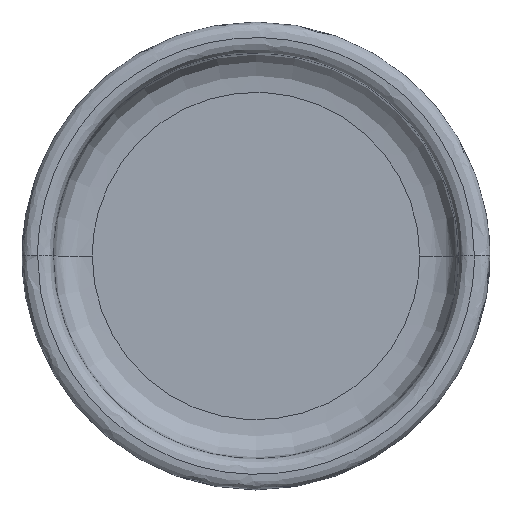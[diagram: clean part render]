
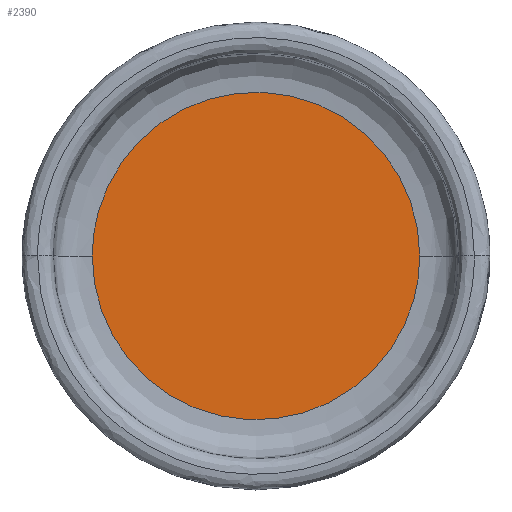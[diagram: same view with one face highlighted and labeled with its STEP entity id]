
A CAD part, top view. The second image highlights one B-rep face of the part: STEP entity #2390.
In plain terms, the highlighted planar face has unit normal (0, 0, 1).
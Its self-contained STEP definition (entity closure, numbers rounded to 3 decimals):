
#39 = CARTESIAN_POINT ( 'NONE',  ( 20.325, -5.453, 3. ) ) ;
#50 = CARTESIAN_POINT ( 'NONE',  ( -9.306, -18.876, 3. ) ) ;
#66 = CARTESIAN_POINT ( 'NONE',  ( -10.516, 18.228, 3. ) ) ;
#74 = CARTESIAN_POINT ( 'NONE',  ( -6.767, -19.927, 3. ) ) ;
#220 = CARTESIAN_POINT ( 'NONE',  ( 13.878, -15.821, 3. ) ) ;
#235 = CARTESIAN_POINT ( 'NONE',  ( 21., -1.375, 3. ) ) ;
#247 = CARTESIAN_POINT ( 'NONE',  ( 19.927, -6.767, 3. ) ) ;
#265 = CARTESIAN_POINT ( 'NONE',  ( -21., 0., 3. ) ) ;
#276 = CARTESIAN_POINT ( 'NONE',  ( 5.453, 20.325, 3. ) ) ;
#287 = CARTESIAN_POINT ( 'NONE',  ( 12.816, 16.691, 3. ) ) ;
#305 = CARTESIAN_POINT ( 'NONE',  ( 20.865, 2.74, 3. ) ) ;
#405 = CARTESIAN_POINT ( 'NONE',  ( 5.453, -20.325, 3. ) ) ;
#416 = CARTESIAN_POINT ( 'NONE',  ( -19.927, -6.767, 3. ) ) ;
#428 = CARTESIAN_POINT ( 'NONE',  ( -13.878, -15.821, 3. ) ) ;
#446 = CARTESIAN_POINT ( 'NONE',  ( 10.516, 18.228, 3. ) ) ;
#452 = CARTESIAN_POINT ( 'NONE',  ( -21., 0., 3. ) ) ;
#459 = CARTESIAN_POINT ( 'NONE',  ( 21., 0., 3. ) ) ;
#492 = CARTESIAN_POINT ( 'NONE',  ( 18.228, 10.516, 3. ) ) ;
#503 = CARTESIAN_POINT ( 'NONE',  ( 9.306, 18.876, 3. ) ) ;
#564 = VERTEX_POINT ( 'NONE', #2452 ) ;
#585 = DIRECTION ( 'NONE',  ( 0., 0., 1. ) ) ;
#589 = CARTESIAN_POINT ( 'NONE',  ( -15.821, -13.878, 3. ) ) ;
#609 = ORIENTED_EDGE ( 'NONE', *, *, #1813, .T. ) ;
#615 = CARTESIAN_POINT ( 'NONE',  ( -5.453, -20.325, 3. ) ) ;
#629 = CARTESIAN_POINT ( 'NONE',  ( -12.816, -16.691, 3. ) ) ;
#636 = CARTESIAN_POINT ( 'NONE',  ( -20.865, 2.74, 3. ) ) ;
#638 = ORIENTED_EDGE ( 'NONE', *, *, #1551, .T. ) ;
#652 = CARTESIAN_POINT ( 'NONE',  ( -13.878, 15.821, 3. ) ) ;
#688 = CARTESIAN_POINT ( 'NONE',  ( -16.691, 12.816, 3. ) ) ;
#752 = PLANE ( 'NONE',  #1962 ) ;
#779 = CARTESIAN_POINT ( 'NONE',  ( -20.865, -2.74, 3. ) ) ;
#791 = CARTESIAN_POINT ( 'NONE',  ( -10.516, -18.228, 3. ) ) ;
#802 = CARTESIAN_POINT ( 'NONE',  ( 6.767, -19.927, 3. ) ) ;
#814 = CARTESIAN_POINT ( 'NONE',  ( -1.374, -21., 3. ) ) ;
#821 = CARTESIAN_POINT ( 'NONE',  ( -19.927, 6.767, 3. ) ) ;
#827 = CARTESIAN_POINT ( 'NONE',  ( 15.821, -13.878, 3. ) ) ;
#834 = CARTESIAN_POINT ( 'NONE',  ( 19.927, 6.767, 3. ) ) ;
#871 = CARTESIAN_POINT ( 'NONE',  ( 21., 1.374, 3. ) ) ;
#981 = CARTESIAN_POINT ( 'NONE',  ( 18.876, -9.306, 3. ) ) ;
#992 = CARTESIAN_POINT ( 'NONE',  ( 1.374, -21., 3. ) ) ;
#1005 = CARTESIAN_POINT ( 'NONE',  ( 21., 0., 3. ) ) ;
#1010 = CARTESIAN_POINT ( 'NONE',  ( 6.767, 19.927, 3. ) ) ;
#1028 = VERTEX_POINT ( 'NONE', #1305 ) ;
#1040 = CARTESIAN_POINT ( 'NONE',  ( -15.821, 13.878, 3. ) ) ;
#1061 = B_SPLINE_CURVE_WITH_KNOTS ( 'NONE', 3,
 ( #452, #1356, #779, #1776, #416, #2303, #1544, #1741, #589, #428, #629, #791, #50, #74, #615, #1928, #814, #992, #2124, #405, #802, #2137, #1578, #1195, #220, #827, #1173, #1955, #981, #247, #39, #1940, #235, #1005 ),
 .UNSPECIFIED., .F., .F.,
 ( 4, 2, 2, 2, 2, 2, 2, 2, 2, 2, 2, 2, 2, 2, 2, 2, 4 ),
 ( 0.5, 0.531, 0.563, 0.594, 0.625, 0.656, 0.688, 0.719, 0.75, 0.781, 0.812, 0.844, 0.875, 0.906, 0.938, 0.969, 1. ),
 .UNSPECIFIED. ) ;
#1068 = CARTESIAN_POINT ( 'NONE',  ( -2.74, 20.865, 3. ) ) ;
#1173 = CARTESIAN_POINT ( 'NONE',  ( 16.691, -12.816, 3. ) ) ;
#1195 = CARTESIAN_POINT ( 'NONE',  ( 12.816, -16.691, 3. ) ) ;
#1221 = CARTESIAN_POINT ( 'NONE',  ( 13.878, 15.821, 3. ) ) ;
#1251 = CARTESIAN_POINT ( 'NONE',  ( -6.767, 19.927, 3. ) ) ;
#1263 = CARTESIAN_POINT ( 'NONE',  ( -1.374, 21., 3. ) ) ;
#1305 = CARTESIAN_POINT ( 'NONE',  ( -21., 0., 3. ) ) ;
#1356 = CARTESIAN_POINT ( 'NONE',  ( -21., -1.374, 3. ) ) ;
#1408 = CARTESIAN_POINT ( 'NONE',  ( -20.325, 5.453, 3. ) ) ;
#1422 = CARTESIAN_POINT ( 'NONE',  ( 16.691, 12.816, 3. ) ) ;
#1443 = EDGE_LOOP ( 'NONE', ( #638, #609 ) ) ;
#1516 = CARTESIAN_POINT ( 'NONE',  ( 0., 0., 3. ) ) ;
#1544 = CARTESIAN_POINT ( 'NONE',  ( -18.228, -10.516, 3. ) ) ;
#1551 = EDGE_CURVE ( 'NONE', #564, #1028, #2054, .T. ) ;
#1578 = CARTESIAN_POINT ( 'NONE',  ( 10.516, -18.228, 3. ) ) ;
#1583 = CARTESIAN_POINT ( 'NONE',  ( -18.876, 9.306, 3. ) ) ;
#1597 = CARTESIAN_POINT ( 'NONE',  ( -12.816, 16.691, 3. ) ) ;
#1638 = CARTESIAN_POINT ( 'NONE',  ( 20.325, 5.453, 3. ) ) ;
#1741 = CARTESIAN_POINT ( 'NONE',  ( -16.691, -12.816, 3. ) ) ;
#1770 = CARTESIAN_POINT ( 'NONE',  ( -9.306, 18.876, 3. ) ) ;
#1776 = CARTESIAN_POINT ( 'NONE',  ( -20.325, -5.453, 3. ) ) ;
#1813 = EDGE_CURVE ( 'NONE', #1028, #564, #1061, .T. ) ;
#1928 = CARTESIAN_POINT ( 'NONE',  ( -2.74, -20.865, 3. ) ) ;
#1940 = CARTESIAN_POINT ( 'NONE',  ( 20.865, -2.74, 3. ) ) ;
#1955 = CARTESIAN_POINT ( 'NONE',  ( 18.228, -10.516, 3. ) ) ;
#1962 = AXIS2_PLACEMENT_3D ( 'NONE', #1516, #585, #2277 ) ;
#2054 = B_SPLINE_CURVE_WITH_KNOTS ( 'NONE', 3,
 ( #459, #871, #305, #1638, #834, #2161, #492, #1422, #2395, #1221, #287, #446, #503, #1010, #276, #2343, #2354, #1263, #1068, #2203, #1251, #1770, #66, #1597, #652, #1040, #688, #2215, #1583, #821, #1408, #636, #2173, #265 ),
 .UNSPECIFIED., .F., .F.,
 ( 4, 2, 2, 2, 2, 2, 2, 2, 2, 2, 2, 2, 2, 2, 2, 2, 4 ),
 ( 0., 0.031, 0.063, 0.094, 0.125, 0.156, 0.188, 0.219, 0.25, 0.281, 0.313, 0.344, 0.375, 0.406, 0.438, 0.469, 0.5 ),
 .UNSPECIFIED. ) ;
#2124 = CARTESIAN_POINT ( 'NONE',  ( 2.74, -20.865, 3. ) ) ;
#2137 = CARTESIAN_POINT ( 'NONE',  ( 9.306, -18.876, 3. ) ) ;
#2161 = CARTESIAN_POINT ( 'NONE',  ( 18.876, 9.306, 3. ) ) ;
#2173 = CARTESIAN_POINT ( 'NONE',  ( -21., 1.374, 3. ) ) ;
#2203 = CARTESIAN_POINT ( 'NONE',  ( -5.453, 20.325, 3. ) ) ;
#2215 = CARTESIAN_POINT ( 'NONE',  ( -18.228, 10.516, 3. ) ) ;
#2277 = DIRECTION ( 'NONE',  ( 1., 0., 0. ) ) ;
#2299 = FACE_OUTER_BOUND ( 'NONE', #1443, .T. ) ;
#2303 = CARTESIAN_POINT ( 'NONE',  ( -18.876, -9.306, 3. ) ) ;
#2343 = CARTESIAN_POINT ( 'NONE',  ( 2.74, 20.865, 3. ) ) ;
#2354 = CARTESIAN_POINT ( 'NONE',  ( 1.374, 21., 3. ) ) ;
#2390 = ADVANCED_FACE ( 'NONE', ( #2299 ), #752, .T. ) ;
#2395 = CARTESIAN_POINT ( 'NONE',  ( 15.821, 13.878, 3. ) ) ;
#2452 = CARTESIAN_POINT ( 'NONE',  ( 21., 0., 3. ) ) ;
